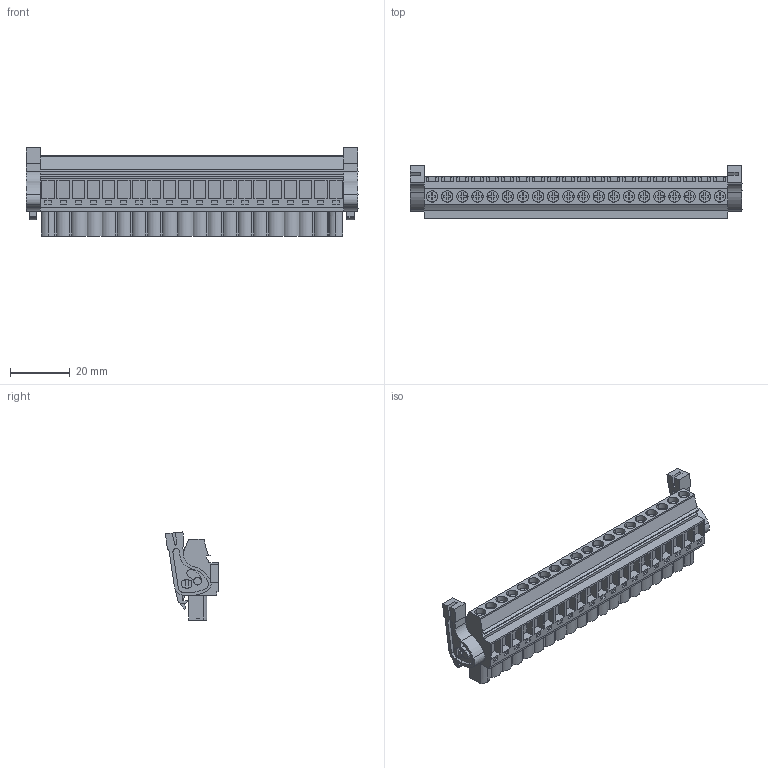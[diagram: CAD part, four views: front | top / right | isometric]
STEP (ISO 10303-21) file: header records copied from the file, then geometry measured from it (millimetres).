
FILE_DESCRIPTION(('CATIA V5 STEP','CAx-IF Rec.Pracs.--- Model Styling and Organization---1.2---2011-12-15'),'2;1');
FILE_NAME ('D1460109_0_1947710000_1947710000.stp','2017-09-09T10:42:47+00:00',('none'),('Weidmueller'),'CATIA Version 5-6 Release 2014','CATIA V5 STEP AP214','none');
FILE_SCHEMA(('AUTOMOTIVE_DESIGN { 1 0 10303 214 1 1 1 1 }'));
Length unit declared in the file: millimetre
Products named in the file (1): 1947710000
Bounding box: 111.3 x 17.88 x 29.56 mm (x, y, z)
Volume: 24233.8 mm3; surface area: 15134.4 mm2
Topology: 23 solids, 23 shells, 1432 faces, 4010 edges, 2715 vertices
Faces by surface type: plane 1178, cylinder 250, extrusion 4
Entity records: 43200 total; most frequent: CARTESIAN_POINT 8291, ORIENTED_EDGE 8020, DIRECTION 5772, EDGE_CURVE 4010, VECTOR 3406, LINE 3402, VERTEX_POINT 2715, EDGE_LOOP 1533
